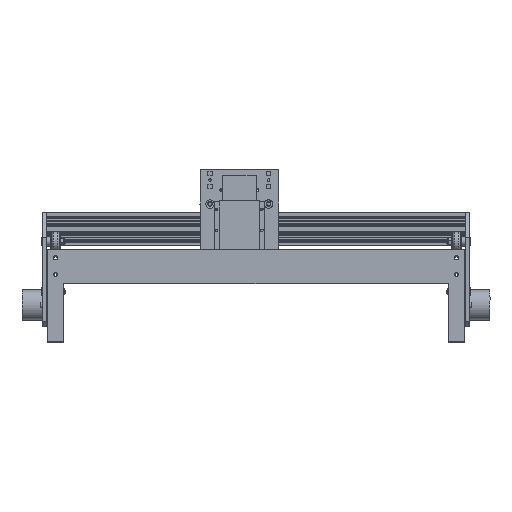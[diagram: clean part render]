
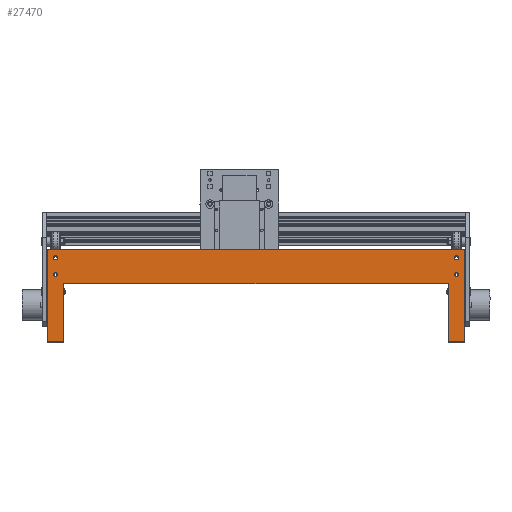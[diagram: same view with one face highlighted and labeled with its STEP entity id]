
A CAD part, top view. The second image highlights one B-rep face of the part: STEP entity #27470.
In plain terms, the highlighted face is planar.
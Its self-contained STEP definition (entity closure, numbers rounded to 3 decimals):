
#1188=PLANE('',#29746);
#2249=FACE_BOUND('',#4275,.T.);
#2250=FACE_BOUND('',#4276,.T.);
#2251=FACE_BOUND('',#4277,.T.);
#2252=FACE_BOUND('',#4278,.T.);
#2735=FACE_OUTER_BOUND('',#4274,.T.);
#4274=EDGE_LOOP('',(#20860,#20861,#20862,#20863,#20864,#20865,#20866,#20867));
#4275=EDGE_LOOP('',(#20868));
#4276=EDGE_LOOP('',(#20869));
#4277=EDGE_LOOP('',(#20870));
#4278=EDGE_LOOP('',(#20871));
#6056=LINE('',#42236,#9185);
#6071=LINE('',#42283,#9200);
#6074=LINE('',#42287,#9203);
#6075=LINE('',#42290,#9204);
#6077=LINE('',#42294,#9206);
#6079=LINE('',#42298,#9208);
#6081=LINE('',#42302,#9210);
#6083=LINE('',#42305,#9212);
#9185=VECTOR('',#33092,10.);
#9200=VECTOR('',#33135,10.);
#9203=VECTOR('',#33140,10.);
#9204=VECTOR('',#33143,10.);
#9206=VECTOR('',#33147,10.);
#9208=VECTOR('',#33151,10.);
#9210=VECTOR('',#33155,10.);
#9212=VECTOR('',#33159,10.);
#12093=CIRCLE('',#29732,2.5);
#12094=CIRCLE('',#29734,2.5);
#12095=CIRCLE('',#29736,2.5);
#12096=CIRCLE('',#29738,2.5);
#13065=VERTEX_POINT('',#42234);
#13066=VERTEX_POINT('',#42235);
#13079=VERTEX_POINT('',#42265);
#13080=VERTEX_POINT('',#42269);
#13081=VERTEX_POINT('',#42273);
#13082=VERTEX_POINT('',#42277);
#13083=VERTEX_POINT('',#42281);
#13084=VERTEX_POINT('',#42282);
#13085=VERTEX_POINT('',#42289);
#13086=VERTEX_POINT('',#42293);
#13087=VERTEX_POINT('',#42297);
#13088=VERTEX_POINT('',#42301);
#16002=EDGE_CURVE('',#13065,#13066,#6056,.T.);
#16018=EDGE_CURVE('',#13079,#13079,#12093,.T.);
#16020=EDGE_CURVE('',#13080,#13080,#12094,.T.);
#16022=EDGE_CURVE('',#13081,#13081,#12095,.T.);
#16024=EDGE_CURVE('',#13082,#13082,#12096,.T.);
#16025=EDGE_CURVE('',#13083,#13084,#6071,.T.);
#16028=EDGE_CURVE('',#13084,#13065,#6074,.T.);
#16029=EDGE_CURVE('',#13066,#13085,#6075,.T.);
#16031=EDGE_CURVE('',#13086,#13085,#6077,.T.);
#16033=EDGE_CURVE('',#13087,#13086,#6079,.T.);
#16035=EDGE_CURVE('',#13087,#13088,#6081,.T.);
#16037=EDGE_CURVE('',#13083,#13088,#6083,.T.);
#20860=ORIENTED_EDGE('',*,*,#16029,.T.);
#20861=ORIENTED_EDGE('',*,*,#16031,.F.);
#20862=ORIENTED_EDGE('',*,*,#16033,.F.);
#20863=ORIENTED_EDGE('',*,*,#16035,.T.);
#20864=ORIENTED_EDGE('',*,*,#16037,.F.);
#20865=ORIENTED_EDGE('',*,*,#16025,.T.);
#20866=ORIENTED_EDGE('',*,*,#16028,.T.);
#20867=ORIENTED_EDGE('',*,*,#16002,.T.);
#20868=ORIENTED_EDGE('',*,*,#16024,.T.);
#20869=ORIENTED_EDGE('',*,*,#16022,.T.);
#20870=ORIENTED_EDGE('',*,*,#16020,.T.);
#20871=ORIENTED_EDGE('',*,*,#16018,.T.);
#27470=ADVANCED_FACE('',(#2735,#2249,#2250,#2251,#2252),#1188,.F.);
#29732=AXIS2_PLACEMENT_3D('',#42267,#33116,#33117);
#29734=AXIS2_PLACEMENT_3D('',#42271,#33121,#33122);
#29736=AXIS2_PLACEMENT_3D('',#42275,#33126,#33127);
#29738=AXIS2_PLACEMENT_3D('',#42279,#33131,#33132);
#29746=AXIS2_PLACEMENT_3D('',#42306,#33160,#33161);
#33092=DIRECTION('',(-1.,0.,0.));
#33116=DIRECTION('center_axis',(0.,0.,
1.));
#33117=DIRECTION('ref_axis',(1.,0.,0.));
#33121=DIRECTION('center_axis',(0.,0.,
1.));
#33122=DIRECTION('ref_axis',(1.,0.,0.));
#33126=DIRECTION('center_axis',(0.,0.,
1.));
#33127=DIRECTION('ref_axis',(1.,0.,0.));
#33131=DIRECTION('center_axis',(0.,0.,
1.));
#33132=DIRECTION('ref_axis',(1.,0.,0.));
#33135=DIRECTION('',(-1.,0.,0.));
#33140=DIRECTION('',(0.,1.,0.));
#33143=DIRECTION('',(0.,-1.,0.));
#33147=DIRECTION('',(1.,0.,0.));
#33151=DIRECTION('',(0.,-1.,0.));
#33155=DIRECTION('',(1.,0.,0.));
#33159=DIRECTION('',(0.,1.,0.));
#33160=DIRECTION('center_axis',(0.,0.,
1.));
#33161=DIRECTION('ref_axis',(1.,0.,0.));
#42234=CARTESIAN_POINT('',(484.24,70.76,145.));
#42235=CARTESIAN_POINT('',(25.24,70.76,145.));
#42236=CARTESIAN_POINT('',(139.99,70.76,145.));
#42265=CARTESIAN_POINT('',(12.74,80.76,145.));
#42267=CARTESIAN_POINT('Origin',(15.24,80.76,145.));
#42269=CARTESIAN_POINT('',(12.74,100.76,145.));
#42271=CARTESIAN_POINT('Origin',(15.24,100.76,145.));
#42273=CARTESIAN_POINT('',(491.74,100.76,145.));
#42275=CARTESIAN_POINT('Origin',(494.24,100.76,145.));
#42277=CARTESIAN_POINT('',(491.74,80.76,145.));
#42279=CARTESIAN_POINT('Origin',(494.24,80.76,145.));
#42281=CARTESIAN_POINT('',(504.24,0.76,145.));
#42282=CARTESIAN_POINT('',(484.24,0.76,145.));
#42283=CARTESIAN_POINT('',(504.24,0.76,145.));
#42287=CARTESIAN_POINT('',(484.24,45.76,145.));
#42289=CARTESIAN_POINT('',(25.24,0.76,145.));
#42290=CARTESIAN_POINT('',(25.24,35.76,145.));
#42293=CARTESIAN_POINT('',(5.24,0.76,145.));
#42294=CARTESIAN_POINT('',(5.24,0.76,145.));
#42297=CARTESIAN_POINT('',(5.24,110.76,145.));
#42298=CARTESIAN_POINT('',(5.24,110.76,145.));
#42301=CARTESIAN_POINT('',(504.24,110.76,145.));
#42302=CARTESIAN_POINT('',(5.24,110.76,145.));
#42305=CARTESIAN_POINT('',(504.24,0.76,145.));
#42306=CARTESIAN_POINT('Origin',(254.74,55.76,145.));
